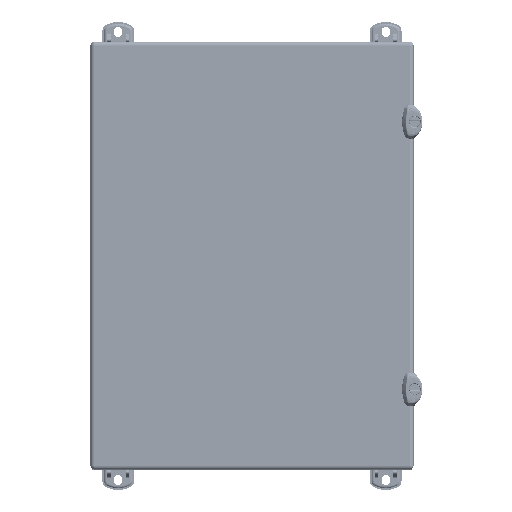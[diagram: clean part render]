
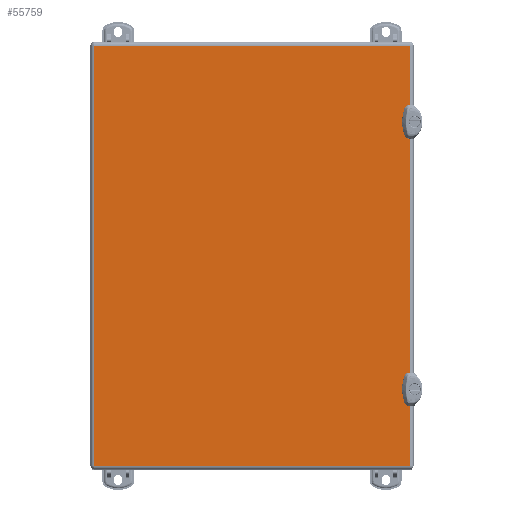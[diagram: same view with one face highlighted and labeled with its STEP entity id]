
A CAD part, top view. The second image highlights one B-rep face of the part: STEP entity #55759.
In plain terms, the highlighted planar face has unit normal (0, 0, 1).
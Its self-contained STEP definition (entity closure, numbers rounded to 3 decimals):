
#4900=LINE('',#91272,#9541);
#4909=LINE('',#91301,#9550);
#4912=LINE('',#91310,#9553);
#4942=LINE('',#91396,#9583);
#4948=LINE('',#91413,#9589);
#4951=LINE('',#91419,#9592);
#4955=LINE('',#91431,#9596);
#4959=LINE('',#91446,#9600);
#4963=LINE('',#91456,#9604);
#5082=LINE('',#91811,#9723);
#5084=LINE('',#91820,#9725);
#5085=LINE('',#91826,#9726);
#9541=VECTOR('',#69235,0.394);
#9550=VECTOR('',#69260,0.394);
#9553=VECTOR('',#69269,0.394);
#9583=VECTOR('',#69351,0.394);
#9589=VECTOR('',#69367,0.394);
#9592=VECTOR('',#69372,0.394);
#9596=VECTOR('',#69384,0.394);
#9600=VECTOR('',#69402,0.394);
#9604=VECTOR('',#69414,0.394);
#9723=VECTOR('',#69695,0.394);
#9725=VECTOR('',#69707,0.394);
#9726=VECTOR('',#69718,0.394);
#14493=FACE_OUTER_BOUND('',#17980,.T.);
#17980=EDGE_LOOP('',(#41758,#41759,#41760,#41761,#41762,#41763,#41764,#41765,
#41766,#41767,#41768,#41769,#41770,#41771,#41772,#41773));
#21103=CIRCLE('',#60546,0.03);
#21105=CIRCLE('',#60550,0.03);
#21107=CIRCLE('',#60553,0.03);
#21109=CIRCLE('',#60557,0.03);
#24177=VERTEX_POINT('',#91268);
#24179=VERTEX_POINT('',#91271);
#24190=VERTEX_POINT('',#91298);
#24191=VERTEX_POINT('',#91300);
#24194=VERTEX_POINT('',#91308);
#24223=VERTEX_POINT('',#91393);
#24224=VERTEX_POINT('',#91395);
#24230=VERTEX_POINT('',#91411);
#24232=VERTEX_POINT('',#91417);
#24234=VERTEX_POINT('',#91424);
#24236=VERTEX_POINT('',#91430);
#24238=VERTEX_POINT('',#91439);
#24240=VERTEX_POINT('',#91445);
#24242=VERTEX_POINT('',#91451);
#24339=VERTEX_POINT('',#91805);
#24343=VERTEX_POINT('',#91818);
#30319=EDGE_CURVE('',#24179,#24177,#4900,.T.);
#30333=EDGE_CURVE('',#24190,#24191,#4909,.T.);
#30338=EDGE_CURVE('',#24194,#24177,#4912,.T.);
#30381=EDGE_CURVE('',#24224,#24223,#4942,.T.);
#30390=EDGE_CURVE('',#24230,#24223,#4948,.T.);
#30393=EDGE_CURVE('',#24190,#24232,#4951,.T.);
#30396=EDGE_CURVE('',#24234,#24179,#21103,.T.);
#30399=EDGE_CURVE('',#24236,#24234,#4955,.T.);
#30402=EDGE_CURVE('',#24232,#24236,#21105,.T.);
#30404=EDGE_CURVE('',#24238,#24224,#21107,.T.);
#30407=EDGE_CURVE('',#24240,#24238,#4959,.T.);
#30410=EDGE_CURVE('',#24242,#24240,#21109,.T.);
#30413=EDGE_CURVE('',#24194,#24242,#4963,.T.);
#30564=EDGE_CURVE('',#24191,#24339,#5082,.T.);
#30569=EDGE_CURVE('',#24343,#24230,#5084,.T.);
#30573=EDGE_CURVE('',#24339,#24343,#5085,.T.);
#41758=ORIENTED_EDGE('',*,*,#30319,.T.);
#41759=ORIENTED_EDGE('',*,*,#30338,.F.);
#41760=ORIENTED_EDGE('',*,*,#30413,.T.);
#41761=ORIENTED_EDGE('',*,*,#30410,.T.);
#41762=ORIENTED_EDGE('',*,*,#30407,.T.);
#41763=ORIENTED_EDGE('',*,*,#30404,.T.);
#41764=ORIENTED_EDGE('',*,*,#30381,.T.);
#41765=ORIENTED_EDGE('',*,*,#30390,.F.);
#41766=ORIENTED_EDGE('',*,*,#30569,.F.);
#41767=ORIENTED_EDGE('',*,*,#30573,.F.);
#41768=ORIENTED_EDGE('',*,*,#30564,.F.);
#41769=ORIENTED_EDGE('',*,*,#30333,.F.);
#41770=ORIENTED_EDGE('',*,*,#30393,.T.);
#41771=ORIENTED_EDGE('',*,*,#30402,.T.);
#41772=ORIENTED_EDGE('',*,*,#30399,.T.);
#41773=ORIENTED_EDGE('',*,*,#30396,.T.);
#53850=PLANE('',#60658);
#55759=ADVANCED_FACE('',(#14493),#53850,.T.);
#60546=AXIS2_PLACEMENT_3D('',#91425,#69378,#69379);
#60550=AXIS2_PLACEMENT_3D('',#91435,#69390,#69391);
#60553=AXIS2_PLACEMENT_3D('',#91440,#69396,#69397);
#60557=AXIS2_PLACEMENT_3D('',#91452,#69408,#69409);
#60658=AXIS2_PLACEMENT_3D('',#91840,#69738,#69739);
#69235=DIRECTION('',(1.,0.,0.));
#69260=DIRECTION('',(0.,-1.,0.));
#69269=DIRECTION('',(0.,-1.,0.));
#69351=DIRECTION('',(1.,0.,0.));
#69367=DIRECTION('',(0.,-1.,0.));
#69372=DIRECTION('',(-1.,0.,0.));
#69378=DIRECTION('center_axis',(0.,0.,-1.));
#69379=DIRECTION('ref_axis',(0.,1.,0.));
#69384=DIRECTION('',(0.,1.,0.));
#69390=DIRECTION('center_axis',(0.,0.,-1.));
#69391=DIRECTION('ref_axis',(-1.,0.,0.));
#69396=DIRECTION('center_axis',(0.,0.,-1.));
#69397=DIRECTION('ref_axis',(0.,1.,0.));
#69402=DIRECTION('',(0.,1.,0.));
#69408=DIRECTION('center_axis',(0.,0.,-1.));
#69409=DIRECTION('ref_axis',(-1.,0.,0.));
#69414=DIRECTION('',(-1.,0.,0.));
#69695=DIRECTION('',(-1.,0.,0.));
#69707=DIRECTION('',(1.,0.,0.));
#69718=DIRECTION('',(0.,1.,0.));
#69738=DIRECTION('center_axis',(0.,0.,1.));
#69739=DIRECTION('ref_axis',(1.,0.,0.));
#91268=CARTESIAN_POINT('',(5.894,-4.438,0.053));
#91271=CARTESIAN_POINT('',(5.867,-4.438,0.053));
#91272=CARTESIAN_POINT('',(3.042,-4.438,0.053));
#91298=CARTESIAN_POINT('',(5.894,-5.563,0.053));
#91300=CARTESIAN_POINT('',(5.894,-7.854,0.053));
#91301=CARTESIAN_POINT('',(5.894,-3.927,0.053));
#91308=CARTESIAN_POINT('',(5.894,4.438,0.053));
#91310=CARTESIAN_POINT('',(5.894,-3.927,0.053));
#91393=CARTESIAN_POINT('',(5.894,5.563,0.053));
#91395=CARTESIAN_POINT('',(5.867,5.563,0.053));
#91396=CARTESIAN_POINT('',(3.042,5.563,0.053));
#91411=CARTESIAN_POINT('',(5.894,7.854,0.053));
#91413=CARTESIAN_POINT('',(5.894,-3.927,0.053));
#91417=CARTESIAN_POINT('',(5.867,-5.563,0.053));
#91419=CARTESIAN_POINT('',(2.933,-5.563,0.053));
#91424=CARTESIAN_POINT('',(5.837,-4.468,0.053));
#91425=CARTESIAN_POINT('Origin',(5.867,-4.468,0.053));
#91430=CARTESIAN_POINT('',(5.837,-5.533,0.053));
#91431=CARTESIAN_POINT('',(5.837,-2.234,0.053));
#91435=CARTESIAN_POINT('Origin',(5.867,-5.533,0.053));
#91439=CARTESIAN_POINT('',(5.837,5.533,0.053));
#91440=CARTESIAN_POINT('Origin',(5.867,5.533,0.053));
#91445=CARTESIAN_POINT('',(5.837,4.468,0.053));
#91446=CARTESIAN_POINT('',(5.837,2.766,0.053));
#91451=CARTESIAN_POINT('',(5.867,4.438,0.053));
#91452=CARTESIAN_POINT('Origin',(5.867,4.468,0.053));
#91456=CARTESIAN_POINT('',(2.933,4.438,0.053));
#91805=CARTESIAN_POINT('',(-5.894,-7.854,0.053));
#91811=CARTESIAN_POINT('',(-2.947,-7.854,0.053));
#91818=CARTESIAN_POINT('',(-5.894,7.854,0.053));
#91820=CARTESIAN_POINT('',(2.947,7.854,0.053));
#91826=CARTESIAN_POINT('',(-5.894,3.927,0.053));
#91840=CARTESIAN_POINT('Origin',(0.,0.,0.053));
